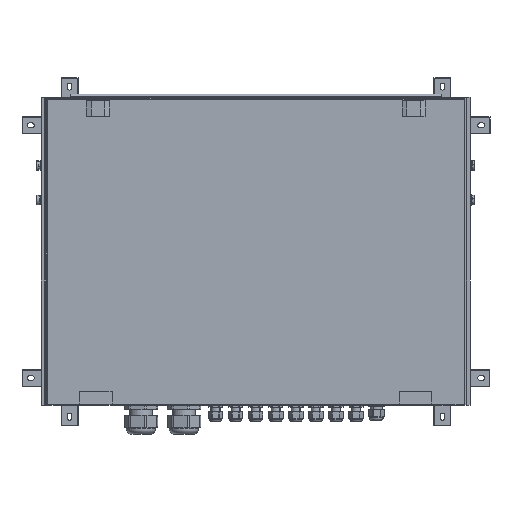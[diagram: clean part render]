
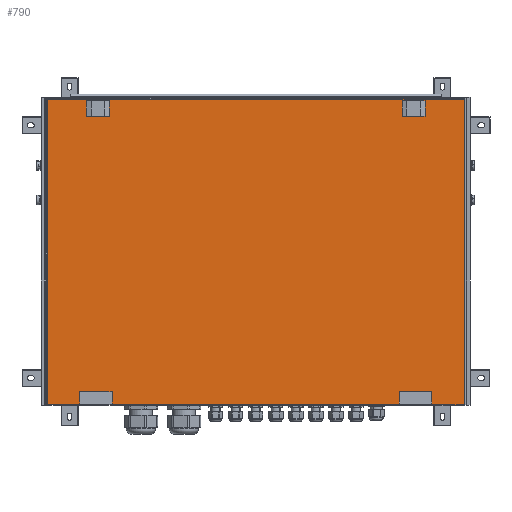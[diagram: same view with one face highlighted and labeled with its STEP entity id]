
A CAD part, top view. The second image highlights one B-rep face of the part: STEP entity #790.
In plain terms, the highlighted planar face has unit normal (0, 0, 1).
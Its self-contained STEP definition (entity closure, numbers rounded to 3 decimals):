
#624=AXIS2_PLACEMENT_3D('Plane Axis2P3D',#621,#622,#623) ;
#621=CARTESIAN_POINT('Axis2P3D Location',(407.252,49.776,314.8)) ;
#626=CARTESIAN_POINT('Line Origine',(100.652,62.938,314.8)) ;
#630=CARTESIAN_POINT('Vertex',(100.652,52.076,314.8)) ;
#632=CARTESIAN_POINT('Vertex',(100.652,73.799,314.8)) ;
#635=CARTESIAN_POINT('Line Origine',(128.752,73.799,314.8)) ;
#639=CARTESIAN_POINT('Vertex',(156.852,73.799,314.8)) ;
#642=CARTESIAN_POINT('Line Origine',(156.852,62.938,314.8)) ;
#646=CARTESIAN_POINT('Vertex',(156.852,52.076,314.8)) ;
#649=CARTESIAN_POINT('Line Origine',(156.852,51.509,314.8)) ;
#653=CARTESIAN_POINT('Vertex',(156.852,50.942,314.8)) ;
#656=CARTESIAN_POINT('Line Origine',(407.252,50.942,314.8)) ;
#660=CARTESIAN_POINT('Vertex',(657.652,50.942,314.8)) ;
#663=CARTESIAN_POINT('Line Origine',(657.652,51.509,314.8)) ;
#667=CARTESIAN_POINT('Vertex',(657.652,52.076,314.8)) ;
#670=CARTESIAN_POINT('Line Origine',(657.652,62.938,314.8)) ;
#674=CARTESIAN_POINT('Vertex',(657.652,73.799,314.8)) ;
#677=CARTESIAN_POINT('Line Origine',(685.752,73.799,314.8)) ;
#681=CARTESIAN_POINT('Vertex',(713.852,73.799,314.8)) ;
#684=CARTESIAN_POINT('Line Origine',(713.852,62.938,314.8)) ;
#688=CARTESIAN_POINT('Vertex',(713.852,52.076,314.8)) ;
#691=CARTESIAN_POINT('Line Origine',(713.852,51.509,314.8)) ;
#695=CARTESIAN_POINT('Vertex',(713.852,50.942,314.8)) ;
#698=CARTESIAN_POINT('Line Origine',(742.081,50.942,314.8)) ;
#702=CARTESIAN_POINT('Vertex',(770.31,50.942,314.8)) ;
#705=CARTESIAN_POINT('Line Origine',(770.31,316.999,314.8)) ;
#709=CARTESIAN_POINT('Vertex',(770.31,583.056,314.8)) ;
#712=CARTESIAN_POINT('Line Origine',(407.252,583.056,314.8)) ;
#716=CARTESIAN_POINT('Vertex',(44.195,583.056,314.8)) ;
#719=CARTESIAN_POINT('Line Origine',(44.195,316.999,314.8)) ;
#723=CARTESIAN_POINT('Vertex',(44.195,50.942,314.8)) ;
#726=CARTESIAN_POINT('Line Origine',(72.424,50.942,314.8)) ;
#730=CARTESIAN_POINT('Vertex',(100.652,50.942,314.8)) ;
#733=CARTESIAN_POINT('Line Origine',(100.652,51.509,314.8)) ;
#756=CARTESIAN_POINT('Line Origine',(682.103,580.499,314.8)) ;
#760=CARTESIAN_POINT('Vertex',(672.318,580.499,314.8)) ;
#762=CARTESIAN_POINT('Vertex',(691.888,580.499,314.8)) ;
#765=CARTESIAN_POINT('Line Origine',(691.888,566.999,314.8)) ;
#769=CARTESIAN_POINT('Vertex',(691.888,553.499,314.8)) ;
#772=CARTESIAN_POINT('Line Origine',(682.103,553.499,314.8)) ;
#776=CARTESIAN_POINT('Vertex',(672.318,553.499,314.8)) ;
#779=CARTESIAN_POINT('Line Origine',(672.318,566.999,314.8)) ;
#622=DIRECTION('Axis2P3D Direction',(0.,0.,-1.)) ;
#623=DIRECTION('Axis2P3D XDirection',(0.,1.,0.)) ;
#627=DIRECTION('Vector Direction',(0.,1.,0.)) ;
#636=DIRECTION('Vector Direction',(1.,0.,0.)) ;
#643=DIRECTION('Vector Direction',(0.,-1.,0.)) ;
#650=DIRECTION('Vector Direction',(0.,1.,0.)) ;
#657=DIRECTION('Vector Direction',(1.,0.,0.)) ;
#664=DIRECTION('Vector Direction',(0.,-1.,0.)) ;
#671=DIRECTION('Vector Direction',(0.,1.,0.)) ;
#678=DIRECTION('Vector Direction',(1.,0.,0.)) ;
#685=DIRECTION('Vector Direction',(0.,-1.,0.)) ;
#692=DIRECTION('Vector Direction',(0.,-1.,0.)) ;
#699=DIRECTION('Vector Direction',(1.,0.,0.)) ;
#706=DIRECTION('Vector Direction',(0.,1.,0.)) ;
#713=DIRECTION('Vector Direction',(1.,0.,0.)) ;
#720=DIRECTION('Vector Direction',(0.,1.,0.)) ;
#727=DIRECTION('Vector Direction',(1.,0.,0.)) ;
#734=DIRECTION('Vector Direction',(0.,1.,0.)) ;
#757=DIRECTION('Vector Direction',(1.,0.,0.)) ;
#766=DIRECTION('Vector Direction',(0.,1.,0.)) ;
#773=DIRECTION('Vector Direction',(-1.,0.,0.)) ;
#780=DIRECTION('Vector Direction',(0.,-1.,0.)) ;
#628=VECTOR('Line Direction',#627,1.) ;
#637=VECTOR('Line Direction',#636,1.) ;
#644=VECTOR('Line Direction',#643,1.) ;
#651=VECTOR('Line Direction',#650,1.) ;
#658=VECTOR('Line Direction',#657,1.) ;
#665=VECTOR('Line Direction',#664,1.) ;
#672=VECTOR('Line Direction',#671,1.) ;
#679=VECTOR('Line Direction',#678,1.) ;
#686=VECTOR('Line Direction',#685,1.) ;
#693=VECTOR('Line Direction',#692,1.) ;
#700=VECTOR('Line Direction',#699,1.) ;
#707=VECTOR('Line Direction',#706,1.) ;
#714=VECTOR('Line Direction',#713,1.) ;
#721=VECTOR('Line Direction',#720,1.) ;
#728=VECTOR('Line Direction',#727,1.) ;
#735=VECTOR('Line Direction',#734,1.) ;
#758=VECTOR('Line Direction',#757,1.) ;
#767=VECTOR('Line Direction',#766,1.) ;
#774=VECTOR('Line Direction',#773,1.) ;
#781=VECTOR('Line Direction',#780,1.) ;
#739=ORIENTED_EDGE('',*,*,#634,.T.) ;
#740=ORIENTED_EDGE('',*,*,#641,.T.) ;
#741=ORIENTED_EDGE('',*,*,#648,.T.) ;
#742=ORIENTED_EDGE('',*,*,#655,.T.) ;
#743=ORIENTED_EDGE('',*,*,#662,.T.) ;
#744=ORIENTED_EDGE('',*,*,#669,.F.) ;
#745=ORIENTED_EDGE('',*,*,#676,.T.) ;
#746=ORIENTED_EDGE('',*,*,#683,.F.) ;
#747=ORIENTED_EDGE('',*,*,#690,.T.) ;
#748=ORIENTED_EDGE('',*,*,#697,.T.) ;
#749=ORIENTED_EDGE('',*,*,#704,.T.) ;
#750=ORIENTED_EDGE('',*,*,#711,.T.) ;
#751=ORIENTED_EDGE('',*,*,#718,.F.) ;
#752=ORIENTED_EDGE('',*,*,#725,.F.) ;
#753=ORIENTED_EDGE('',*,*,#732,.T.) ;
#754=ORIENTED_EDGE('',*,*,#737,.T.) ;
#785=ORIENTED_EDGE('',*,*,#764,.T.) ;
#786=ORIENTED_EDGE('',*,*,#771,.F.) ;
#787=ORIENTED_EDGE('',*,*,#778,.T.) ;
#788=ORIENTED_EDGE('',*,*,#783,.F.) ;
#789=FACE_BOUND('',#784,.T.) ;
#790=ADVANCED_FACE('GEHAEUSE',(#755,#789),#625,.F.) ;
#634=EDGE_CURVE('',#631,#633,#629,.T.) ;
#641=EDGE_CURVE('',#633,#640,#638,.T.) ;
#648=EDGE_CURVE('',#640,#647,#645,.T.) ;
#655=EDGE_CURVE('',#647,#654,#652,.F.) ;
#662=EDGE_CURVE('',#654,#661,#659,.T.) ;
#669=EDGE_CURVE('',#668,#661,#666,.T.) ;
#676=EDGE_CURVE('',#668,#675,#673,.T.) ;
#683=EDGE_CURVE('',#682,#675,#680,.F.) ;
#690=EDGE_CURVE('',#682,#689,#687,.T.) ;
#697=EDGE_CURVE('',#689,#696,#694,.T.) ;
#704=EDGE_CURVE('',#696,#703,#701,.T.) ;
#711=EDGE_CURVE('',#703,#710,#708,.T.) ;
#718=EDGE_CURVE('',#717,#710,#715,.T.) ;
#725=EDGE_CURVE('',#724,#717,#722,.T.) ;
#732=EDGE_CURVE('',#724,#731,#729,.T.) ;
#737=EDGE_CURVE('',#731,#631,#736,.T.) ;
#764=EDGE_CURVE('',#761,#763,#759,.T.) ;
#771=EDGE_CURVE('',#770,#763,#768,.T.) ;
#778=EDGE_CURVE('',#770,#777,#775,.T.) ;
#783=EDGE_CURVE('',#761,#777,#782,.T.) ;
#738=EDGE_LOOP('',(#739,#740,#741,#742,#743,#744,#745,#746,#747,#748,#749,#750,#751,#752,#753,#754)) ;
#784=EDGE_LOOP('',(#785,#786,#787,#788)) ;
#755=FACE_OUTER_BOUND('',#738,.T.) ;
#629=LINE('Line',#626,#628) ;
#638=LINE('Line',#635,#637) ;
#645=LINE('Line',#642,#644) ;
#652=LINE('Line',#649,#651) ;
#659=LINE('Line',#656,#658) ;
#666=LINE('Line',#663,#665) ;
#673=LINE('Line',#670,#672) ;
#680=LINE('Line',#677,#679) ;
#687=LINE('Line',#684,#686) ;
#694=LINE('Line',#691,#693) ;
#701=LINE('Line',#698,#700) ;
#708=LINE('Line',#705,#707) ;
#715=LINE('Line',#712,#714) ;
#722=LINE('Line',#719,#721) ;
#729=LINE('Line',#726,#728) ;
#736=LINE('Line',#733,#735) ;
#759=LINE('Line',#756,#758) ;
#768=LINE('Line',#765,#767) ;
#775=LINE('Line',#772,#774) ;
#782=LINE('Line',#779,#781) ;
#625=PLANE('',#624) ;
#631=VERTEX_POINT('',#630) ;
#633=VERTEX_POINT('',#632) ;
#640=VERTEX_POINT('',#639) ;
#647=VERTEX_POINT('',#646) ;
#654=VERTEX_POINT('',#653) ;
#661=VERTEX_POINT('',#660) ;
#668=VERTEX_POINT('',#667) ;
#675=VERTEX_POINT('',#674) ;
#682=VERTEX_POINT('',#681) ;
#689=VERTEX_POINT('',#688) ;
#696=VERTEX_POINT('',#695) ;
#703=VERTEX_POINT('',#702) ;
#710=VERTEX_POINT('',#709) ;
#717=VERTEX_POINT('',#716) ;
#724=VERTEX_POINT('',#723) ;
#731=VERTEX_POINT('',#730) ;
#761=VERTEX_POINT('',#760) ;
#763=VERTEX_POINT('',#762) ;
#770=VERTEX_POINT('',#769) ;
#777=VERTEX_POINT('',#776) ;
